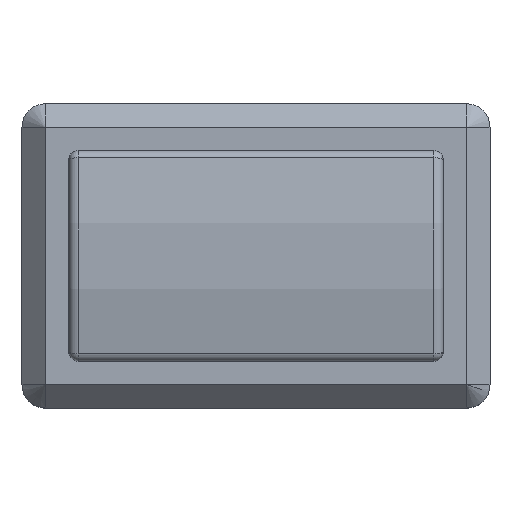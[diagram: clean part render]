
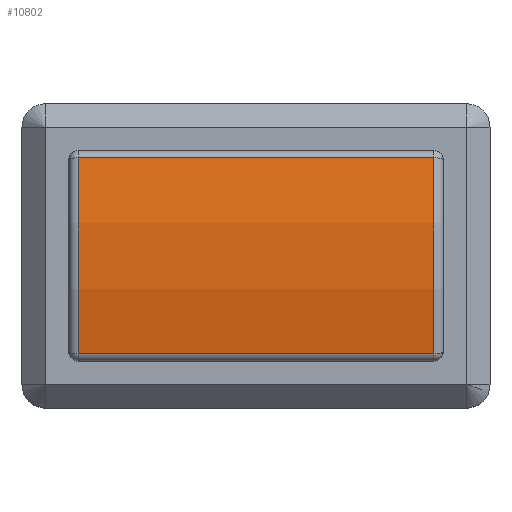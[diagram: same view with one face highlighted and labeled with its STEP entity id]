
A CAD part, top view. The second image highlights one B-rep face of the part: STEP entity #10802.
In plain terms, the highlighted cylindrical face has radius 48.26 mm (diameter 96.52 mm), a partial arc.
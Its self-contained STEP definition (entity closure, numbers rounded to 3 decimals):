
#9597 = CYLINDRICAL_SURFACE('',#9598,1.016);
#9598 = AXIS2_PLACEMENT_3D('',#9599,#9600,#9601);
#9599 = CARTESIAN_POINT('',(-20.32,10.414,42.493));
#9600 = DIRECTION('',(1.,0.,0.));
#9601 = DIRECTION('',(0.,1.,0.));
#10092 = VERTEX_POINT('',#10093);
#10093 = CARTESIAN_POINT('',(-19.304,10.638,43.484));
#10115 = EDGE_CURVE('',#10092,#10116,#10118,.T.);
#10116 = VERTEX_POINT('',#10117);
#10117 = CARTESIAN_POINT('',(19.304,10.638,43.484));
#10118 = SURFACE_CURVE('',#10119,(#10123,#10130),.PCURVE_S1.);
#10119 = LINE('',#10120,#10121);
#10120 = CARTESIAN_POINT('',(-20.32,10.638,43.484));
#10121 = VECTOR('',#10122,1.);
#10122 = DIRECTION('',(1.,0.,0.));
#10123 = PCURVE('',#9597,#10124);
#10124 = DEFINITIONAL_REPRESENTATION('',(#10125),#10129);
#10125 = LINE('',#10126,#10127);
#10126 = CARTESIAN_POINT('',(1.349,0.));
#10127 = VECTOR('',#10128,1.);
#10128 = DIRECTION('',(0.,1.));
#10129 = ( GEOMETRIC_REPRESENTATION_CONTEXT(2) 
PARAMETRIC_REPRESENTATION_CONTEXT() REPRESENTATION_CONTEXT('2D SPACE',''
  ) );
#10130 = PCURVE('',#10131,#10136);
#10131 = CYLINDRICAL_SURFACE('',#10132,48.26);
#10132 = AXIS2_PLACEMENT_3D('',#10133,#10134,#10135);
#10133 = CARTESIAN_POINT('',(-20.32,0.,-3.589));
#10134 = DIRECTION('',(-1.,0.,0.));
#10135 = DIRECTION('',(0.,1.,0.));
#10136 = DEFINITIONAL_REPRESENTATION('',(#10137),#10141);
#10137 = LINE('',#10138,#10139);
#10138 = CARTESIAN_POINT('',(4.935,0.));
#10139 = VECTOR('',#10140,1.);
#10140 = DIRECTION('',(-0.,-1.));
#10141 = ( GEOMETRIC_REPRESENTATION_CONTEXT(2) 
PARAMETRIC_REPRESENTATION_CONTEXT() REPRESENTATION_CONTEXT('2D SPACE',''
  ) );
#10183 = TOROIDAL_SURFACE('',#10184,47.244,1.016);
#10184 = AXIS2_PLACEMENT_3D('',#10185,#10186,#10187);
#10185 = CARTESIAN_POINT('',(-19.304,0.,-3.589));
#10186 = DIRECTION('',(-1.,0.,0.));
#10187 = DIRECTION('',(0.,0.22,0.975
    ));
#10622 = TOROIDAL_SURFACE('',#10623,47.244,1.016);
#10623 = AXIS2_PLACEMENT_3D('',#10624,#10625,#10626);
#10624 = CARTESIAN_POINT('',(19.304,0.,-3.589));
#10625 = DIRECTION('',(1.,0.,0.));
#10626 = DIRECTION('',(0.,0.22,0.975
    ));
#10708 = CYLINDRICAL_SURFACE('',#10709,1.016);
#10709 = AXIS2_PLACEMENT_3D('',#10710,#10711,#10712);
#10710 = CARTESIAN_POINT('',(-20.32,-10.414,42.493));
#10711 = DIRECTION('',(1.,0.,0.));
#10712 = DIRECTION('',(0.,-1.,0.));
#10802 = ADVANCED_FACE('',(#10803),#10131,.T.);
#10803 = FACE_BOUND('',#10804,.T.);
#10804 = EDGE_LOOP('',(#10805,#10829,#10852,#10874));
#10805 = ORIENTED_EDGE('',*,*,#10806,.T.);
#10806 = EDGE_CURVE('',#10092,#10807,#10809,.T.);
#10807 = VERTEX_POINT('',#10808);
#10808 = CARTESIAN_POINT('',(-19.304,-10.638,43.484));
#10809 = SURFACE_CURVE('',#10810,(#10815,#10822),.PCURVE_S1.);
#10810 = CIRCLE('',#10811,48.26);
#10811 = AXIS2_PLACEMENT_3D('',#10812,#10813,#10814);
#10812 = CARTESIAN_POINT('',(-19.304,0.,-3.589));
#10813 = DIRECTION('',(1.,0.,0.));
#10814 = DIRECTION('',(0.,0.22,0.975
    ));
#10815 = PCURVE('',#10131,#10816);
#10816 = DEFINITIONAL_REPRESENTATION('',(#10817),#10821);
#10817 = LINE('',#10818,#10819);
#10818 = CARTESIAN_POINT('',(4.935,-1.016));
#10819 = VECTOR('',#10820,1.);
#10820 = DIRECTION('',(-1.,0.));
#10821 = ( GEOMETRIC_REPRESENTATION_CONTEXT(2) 
PARAMETRIC_REPRESENTATION_CONTEXT() REPRESENTATION_CONTEXT('2D SPACE',''
  ) );
#10822 = PCURVE('',#10183,#10823);
#10823 = DEFINITIONAL_REPRESENTATION('',(#10824),#10828);
#10824 = LINE('',#10825,#10826);
#10825 = CARTESIAN_POINT('',(6.283,0.));
#10826 = VECTOR('',#10827,1.);
#10827 = DIRECTION('',(-1.,0.));
#10828 = ( GEOMETRIC_REPRESENTATION_CONTEXT(2) 
PARAMETRIC_REPRESENTATION_CONTEXT() REPRESENTATION_CONTEXT('2D SPACE',''
  ) );
#10829 = ORIENTED_EDGE('',*,*,#10830,.T.);
#10830 = EDGE_CURVE('',#10807,#10831,#10833,.T.);
#10831 = VERTEX_POINT('',#10832);
#10832 = CARTESIAN_POINT('',(19.304,-10.638,43.484));
#10833 = SURFACE_CURVE('',#10834,(#10838,#10845),.PCURVE_S1.);
#10834 = LINE('',#10835,#10836);
#10835 = CARTESIAN_POINT('',(-20.32,-10.638,43.484));
#10836 = VECTOR('',#10837,1.);
#10837 = DIRECTION('',(1.,0.,0.));
#10838 = PCURVE('',#10131,#10839);
#10839 = DEFINITIONAL_REPRESENTATION('',(#10840),#10844);
#10840 = LINE('',#10841,#10842);
#10841 = CARTESIAN_POINT('',(4.49,0.));
#10842 = VECTOR('',#10843,1.);
#10843 = DIRECTION('',(-0.,-1.));
#10844 = ( GEOMETRIC_REPRESENTATION_CONTEXT(2) 
PARAMETRIC_REPRESENTATION_CONTEXT() REPRESENTATION_CONTEXT('2D SPACE',''
  ) );
#10845 = PCURVE('',#10708,#10846);
#10846 = DEFINITIONAL_REPRESENTATION('',(#10847),#10851);
#10847 = LINE('',#10848,#10849);
#10848 = CARTESIAN_POINT('',(4.935,0.));
#10849 = VECTOR('',#10850,1.);
#10850 = DIRECTION('',(-0.,1.));
#10851 = ( GEOMETRIC_REPRESENTATION_CONTEXT(2) 
PARAMETRIC_REPRESENTATION_CONTEXT() REPRESENTATION_CONTEXT('2D SPACE',''
  ) );
#10852 = ORIENTED_EDGE('',*,*,#10853,.F.);
#10853 = EDGE_CURVE('',#10116,#10831,#10854,.T.);
#10854 = SURFACE_CURVE('',#10855,(#10860,#10867),.PCURVE_S1.);
#10855 = CIRCLE('',#10856,48.26);
#10856 = AXIS2_PLACEMENT_3D('',#10857,#10858,#10859);
#10857 = CARTESIAN_POINT('',(19.304,0.,-3.589));
#10858 = DIRECTION('',(1.,0.,0.));
#10859 = DIRECTION('',(0.,0.22,0.975
    ));
#10860 = PCURVE('',#10131,#10861);
#10861 = DEFINITIONAL_REPRESENTATION('',(#10862),#10866);
#10862 = LINE('',#10863,#10864);
#10863 = CARTESIAN_POINT('',(4.935,-39.624));
#10864 = VECTOR('',#10865,1.);
#10865 = DIRECTION('',(-1.,0.));
#10866 = ( GEOMETRIC_REPRESENTATION_CONTEXT(2) 
PARAMETRIC_REPRESENTATION_CONTEXT() REPRESENTATION_CONTEXT('2D SPACE',''
  ) );
#10867 = PCURVE('',#10622,#10868);
#10868 = DEFINITIONAL_REPRESENTATION('',(#10869),#10873);
#10869 = LINE('',#10870,#10871);
#10870 = CARTESIAN_POINT('',(0.,0.));
#10871 = VECTOR('',#10872,1.);
#10872 = DIRECTION('',(1.,0.));
#10873 = ( GEOMETRIC_REPRESENTATION_CONTEXT(2) 
PARAMETRIC_REPRESENTATION_CONTEXT() REPRESENTATION_CONTEXT('2D SPACE',''
  ) );
#10874 = ORIENTED_EDGE('',*,*,#10115,.F.);
